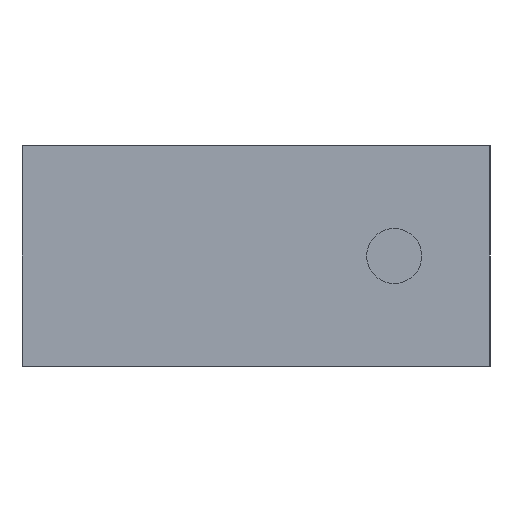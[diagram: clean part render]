
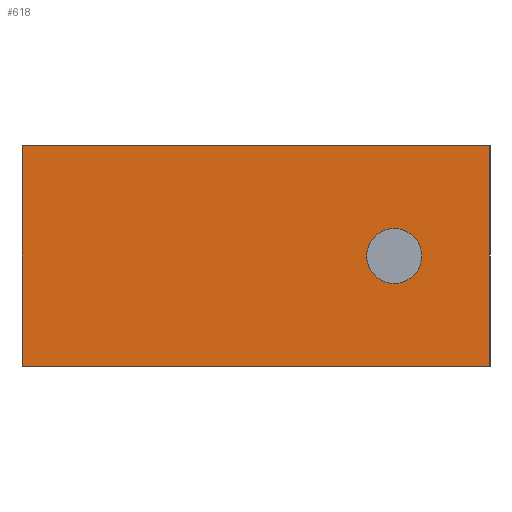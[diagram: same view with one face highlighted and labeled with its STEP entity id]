
A CAD part, front view. The second image highlights one B-rep face of the part: STEP entity #618.
In plain terms, the highlighted face is planar.
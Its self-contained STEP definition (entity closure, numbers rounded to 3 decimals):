
#13 = DIRECTION ( 'NONE',  ( 0., 0., -1. ) ) ;
#29 = CARTESIAN_POINT ( 'NONE',  ( -6., -4.25, 2. ) ) ;
#39 = CARTESIAN_POINT ( 'NONE',  ( -6., 4.25, 2. ) ) ;
#55 = FACE_OUTER_BOUND ( 'NONE', #600, .T. ) ;
#93 = ORIENTED_EDGE ( 'NONE', *, *, #374, .T. ) ;
#100 = VECTOR ( 'NONE', #117, 1000. ) ;
#117 = DIRECTION ( 'NONE',  ( 0., 0., -1. ) ) ;
#144 = ORIENTED_EDGE ( 'NONE', *, *, #322, .T. ) ;
#205 = VERTEX_POINT ( 'NONE', #398 ) ;
#220 = CARTESIAN_POINT ( 'NONE',  ( -6., 4.25, -2. ) ) ;
#251 = ORIENTED_EDGE ( 'NONE', *, *, #702, .F. ) ;
#260 = CARTESIAN_POINT ( 'NONE',  ( -6., -4.25, 2. ) ) ;
#273 = ORIENTED_EDGE ( 'NONE', *, *, #889, .F. ) ;
#275 = LINE ( 'NONE', #776, #100 ) ;
#322 = EDGE_CURVE ( 'NONE', #768, #591, #275, .T. ) ;
#347 = AXIS2_PLACEMENT_3D ( 'NONE', #701, #712, #13 ) ;
#374 = EDGE_CURVE ( 'NONE', #591, #205, #799, .T. ) ;
#398 = CARTESIAN_POINT ( 'NONE',  ( -6., -4.25, -2. ) ) ;
#403 = LINE ( 'NONE', #260, #541 ) ;
#434 = CARTESIAN_POINT ( 'NONE',  ( -6., -4.25, 2. ) ) ;
#472 = DIRECTION ( 'NONE',  ( 0., 0., -1. ) ) ;
#522 = DIRECTION ( 'NONE',  ( 0., -1., 0. ) ) ;
#541 = VECTOR ( 'NONE', #472, 1000. ) ;
#542 = DIRECTION ( 'NONE',  ( 0., -1., 0. ) ) ;
#555 = CARTESIAN_POINT ( 'NONE',  ( -6., -4.25, -2. ) ) ;
#591 = VERTEX_POINT ( 'NONE', #220 ) ;
#600 = EDGE_LOOP ( 'NONE', ( #93, #273, #251, #144 ) ) ;
#612 = PLANE ( 'NONE',  #347 ) ;
#618 = ADVANCED_FACE ( 'NONE', ( #55 ), #612, .F. ) ;
#698 = LINE ( 'NONE', #29, #755 ) ;
#701 = CARTESIAN_POINT ( 'NONE',  ( -6., -4.25, 2. ) ) ;
#702 = EDGE_CURVE ( 'NONE', #768, #736, #698, .T. ) ;
#712 = DIRECTION ( 'NONE',  ( 1., 0., 0. ) ) ;
#736 = VERTEX_POINT ( 'NONE', #434 ) ;
#755 = VECTOR ( 'NONE', #522, 1000. ) ;
#768 = VERTEX_POINT ( 'NONE', #39 ) ;
#776 = CARTESIAN_POINT ( 'NONE',  ( -6., 4.25, 2. ) ) ;
#799 = LINE ( 'NONE', #555, #811 ) ;
#811 = VECTOR ( 'NONE', #542, 1000. ) ;
#889 = EDGE_CURVE ( 'NONE', #736, #205, #403, .T. ) ;
